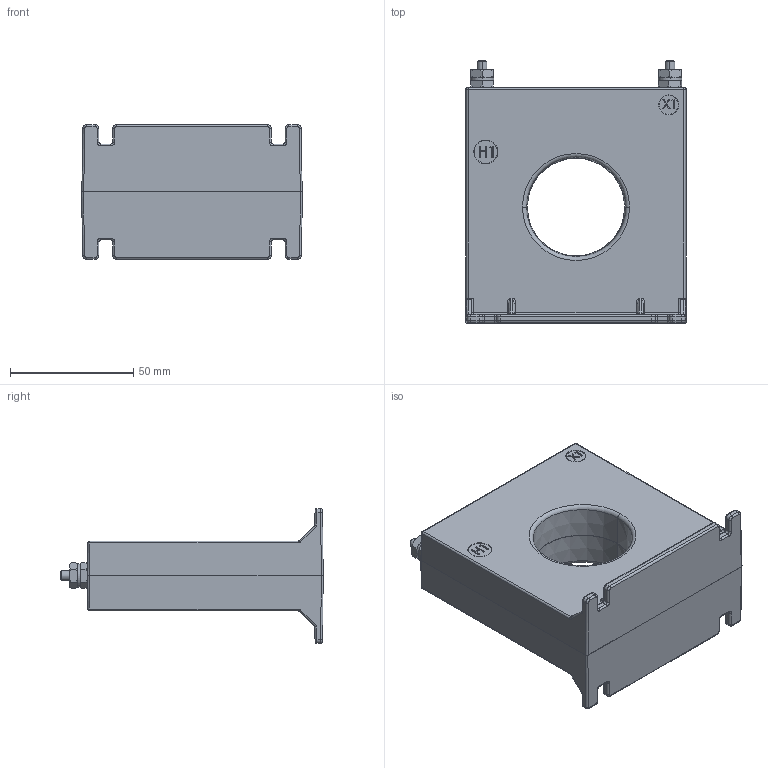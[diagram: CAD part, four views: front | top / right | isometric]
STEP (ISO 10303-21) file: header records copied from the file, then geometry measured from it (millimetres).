
FILE_DESCRIPTION (( 'STEP AP203' ), '1' );
FILE_NAME ('CR5SFT-3D.STEP', '2017-01-30T22:07:37', ( 'Tom Bardol' ), ( 'Microsoft' ), 'SwSTEP 2.0', 'SolidWorks 2004231', '' );
FILE_SCHEMA (( 'CONFIG_CONTROL_DESIGN' ));
Length unit declared in the file: inch
Products named in the file (1): CR5SFT-3D
Bounding box: 89.59 x 106.38 x 54.61 mm (x, y, z)
Surface area: 55652.4 mm2 (no closed solid volume)
Topology: 0 solids, 21 shells, 434 faces, 1210 edges, 789 vertices
Faces by surface type: cylinder 164, plane 123, bspline 64, cone 55, sphere 16, torus 12
Entity records: 29023 total; most frequent: CARTESIAN_POINT 18706, ORIENTED_EDGE 2091, DIRECTION 2005, EDGE_CURVE 1210, VERTEX_POINT 789, AXIS2_PLACEMENT_3D 704, VECTOR 597, LINE 597
